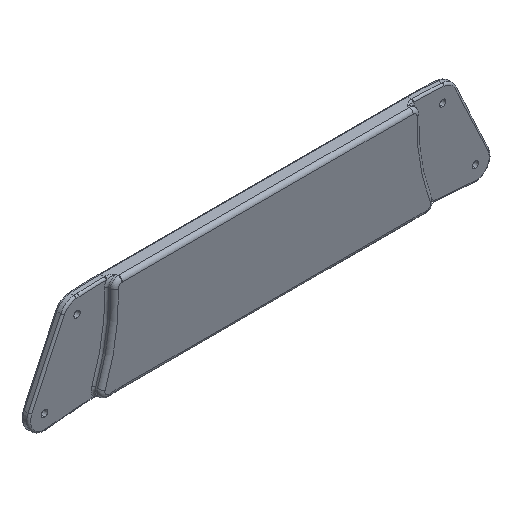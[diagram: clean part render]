
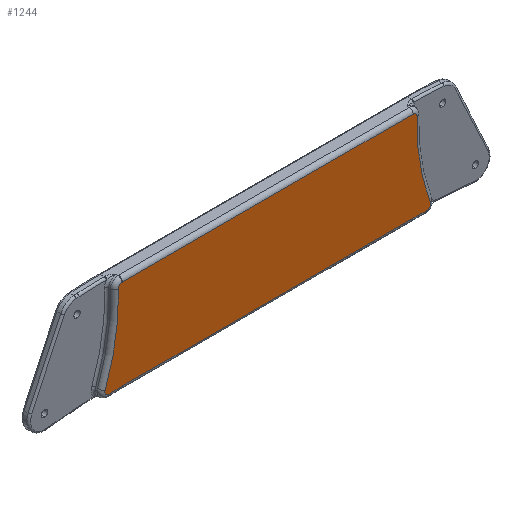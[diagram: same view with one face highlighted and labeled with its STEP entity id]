
A CAD part, isometric view. The second image highlights one B-rep face of the part: STEP entity #1244.
In plain terms, the highlighted planar face has unit normal (0, -1, 0).
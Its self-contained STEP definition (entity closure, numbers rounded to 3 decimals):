
#15 = DIRECTION ( 'NONE',  ( 0.07, 0., -0.998 ) ) ;
#73 = EDGE_CURVE ( 'NONE', #2165, #92, #399, .T. ) ;
#92 = VERTEX_POINT ( 'NONE', #1495 ) ;
#123 = DIRECTION ( 'NONE',  ( 0., -1., 0. ) ) ;
#144 = CARTESIAN_POINT ( 'NONE',  ( 53.285, 0., 37.515 ) ) ;
#164 = ORIENTED_EDGE ( 'NONE', *, *, #2932, .T. ) ;
#187 = CARTESIAN_POINT ( 'NONE',  ( -20.892, 0., 37.516 ) ) ;
#194 = DIRECTION ( 'NONE',  ( 0., 1., 0. ) ) ;
#207 = CARTESIAN_POINT ( 'NONE',  ( 1.779, 0., -1.027 ) ) ;
#252 = DIRECTION ( 'NONE',  ( 0., -1., 0. ) ) ;
#296 = CARTESIAN_POINT ( 'NONE',  ( -21.892, 0., 36.484 ) ) ;
#306 = DIRECTION ( 'NONE',  ( 0., -1., 0. ) ) ;
#332 = VERTEX_POINT ( 'NONE', #296 ) ;
#347 = ORIENTED_EDGE ( 'NONE', *, *, #2761, .T. ) ;
#350 = AXIS2_PLACEMENT_3D ( 'NONE', #207, #1516, #486 ) ;
#399 = CIRCLE ( 'NONE', #2704, 101. ) ;
#403 = CARTESIAN_POINT ( 'NONE',  ( -20.762, 0., 14.511 ) ) ;
#475 = CARTESIAN_POINT ( 'NONE',  ( -20.892, 0., 37.516 ) ) ;
#486 = DIRECTION ( 'NONE',  ( 0.07, 0., -0.998 ) ) ;
#525 = EDGE_CURVE ( 'NONE', #575, #1448, #589, .T. ) ;
#575 = VERTEX_POINT ( 'NONE', #1966 ) ;
#586 = DIRECTION ( 'NONE',  ( 0.07, 0., -0.998 ) ) ;
#589 = CIRCLE ( 'NONE', #1457, 1. ) ;
#596 = DIRECTION ( 'NONE',  ( 0.07, 0., -0.998 ) ) ;
#617 = ORIENTED_EDGE ( 'NONE', *, *, #1057, .T. ) ;
#744 = DIRECTION ( 'NONE',  ( 0., -1., 0. ) ) ;
#758 = CIRCLE ( 'NONE', #2836, 1. ) ;
#762 = DIRECTION ( 'NONE',  ( 0.07, 0., -0.998 ) ) ;
#780 = EDGE_CURVE ( 'NONE', #332, #2730, #903, .T. ) ;
#849 = CARTESIAN_POINT ( 'NONE',  ( -20.892, 0., 36.516 ) ) ;
#903 = CIRCLE ( 'NONE', #2786, 54.281 ) ;
#936 = AXIS2_PLACEMENT_3D ( 'NONE', #849, #306, #586 ) ;
#939 = EDGE_CURVE ( 'NONE', #1469, #2382, #3092, .T. ) ;
#968 = AXIS2_PLACEMENT_3D ( 'NONE', #2105, #2899, #596 ) ;
#1011 = CARTESIAN_POINT ( 'NONE',  ( 57.678, 0., 15.797 ) ) ;
#1057 = EDGE_CURVE ( 'NONE', #2329, #332, #2323, .T. ) ;
#1064 = ORIENTED_EDGE ( 'NONE', *, *, #73, .T. ) ;
#1091 = CARTESIAN_POINT ( 'NONE',  ( 56.742, 0., 15.448 ) ) ;
#1118 = CARTESIAN_POINT ( 'NONE',  ( 53.155, 0., 14.511 ) ) ;
#1130 = VECTOR ( 'NONE', #2301, 1000. ) ;
#1147 = VERTEX_POINT ( 'NONE', #403 ) ;
#1160 = CARTESIAN_POINT ( 'NONE',  ( -20.892, 0., 36.516 ) ) ;
#1217 = CARTESIAN_POINT ( 'NONE',  ( 53.154, 0., -86.489 ) ) ;
#1226 = DIRECTION ( 'NONE',  ( 0., 1., 0. ) ) ;
#1237 = CARTESIAN_POINT ( 'NONE',  ( -24.314, 0., 14.449 ) ) ;
#1244 = ADVANCED_FACE ( 'NONE', ( #2946 ), #1432, .T. ) ;
#1336 = ORIENTED_EDGE ( 'NONE', *, *, #2147, .T. ) ;
#1421 = DIRECTION ( 'NONE',  ( 0.07, 0., -0.998 ) ) ;
#1432 = PLANE ( 'NONE',  #350 ) ;
#1440 = CARTESIAN_POINT ( 'NONE',  ( -24.349, 0., 15.448 ) ) ;
#1448 = VERTEX_POINT ( 'NONE', #144 ) ;
#1457 = AXIS2_PLACEMENT_3D ( 'NONE', #2497, #123, #1938 ) ;
#1469 = VERTEX_POINT ( 'NONE', #3315 ) ;
#1495 = CARTESIAN_POINT ( 'NONE',  ( 56.706, 0., 14.448 ) ) ;
#1516 = DIRECTION ( 'NONE',  ( 0., -1., 0. ) ) ;
#1578 = DIRECTION ( 'NONE',  ( 0., 1., 0. ) ) ;
#1579 = CIRCLE ( 'NONE', #2247, 1. ) ;
#1665 = LINE ( 'NONE', #2370, #2962 ) ;
#1711 = ORIENTED_EDGE ( 'NONE', *, *, #2089, .T. ) ;
#1715 = CARTESIAN_POINT ( 'NONE',  ( -20.962, 0., 37.513 ) ) ;
#1855 = ORIENTED_EDGE ( 'NONE', *, *, #2402, .T. ) ;
#1929 = DIRECTION ( 'NONE',  ( 0.07, 0., -0.998 ) ) ;
#1938 = DIRECTION ( 'NONE',  ( 0.07, 0., -0.998 ) ) ;
#1966 = CARTESIAN_POINT ( 'NONE',  ( 54.284, 0., 36.483 ) ) ;
#2032 = DIRECTION ( 'NONE',  ( 0.07, 0., -0.998 ) ) ;
#2089 = EDGE_CURVE ( 'NONE', #92, #1469, #1579, .T. ) ;
#2105 = CARTESIAN_POINT ( 'NONE',  ( -20.763, 0., -86.489 ) ) ;
#2147 = EDGE_CURVE ( 'NONE', #2410, #1147, #2763, .T. ) ;
#2161 = EDGE_LOOP ( 'NONE', ( #3152, #3311, #1336, #164, #1064, #1711, #2315, #3260, #3155, #1855, #347, #617 ) ) ;
#2165 = VERTEX_POINT ( 'NONE', #1118 ) ;
#2247 = AXIS2_PLACEMENT_3D ( 'NONE', #2326, #252, #762 ) ;
#2266 = EDGE_CURVE ( 'NONE', #2730, #2410, #758, .T. ) ;
#2301 = DIRECTION ( 'NONE',  ( -1., 0., 0. ) ) ;
#2315 = ORIENTED_EDGE ( 'NONE', *, *, #939, .T. ) ;
#2323 = CIRCLE ( 'NONE', #2687, 1. ) ;
#2326 = CARTESIAN_POINT ( 'NONE',  ( 56.742, 0., 15.448 ) ) ;
#2329 = VERTEX_POINT ( 'NONE', #1715 ) ;
#2349 = VERTEX_POINT ( 'NONE', #187 ) ;
#2370 = CARTESIAN_POINT ( 'NONE',  ( 1.779, 0., 14.511 ) ) ;
#2382 = VERTEX_POINT ( 'NONE', #1011 ) ;
#2402 = EDGE_CURVE ( 'NONE', #1448, #2349, #2609, .T. ) ;
#2410 = VERTEX_POINT ( 'NONE', #1237 ) ;
#2497 = CARTESIAN_POINT ( 'NONE',  ( 53.285, 0., 36.515 ) ) ;
#2542 = DIRECTION ( 'NONE',  ( 0.07, 0., -0.998 ) ) ;
#2543 = CARTESIAN_POINT ( 'NONE',  ( -25.286, 0., 15.798 ) ) ;
#2609 = LINE ( 'NONE', #475, #1130 ) ;
#2687 = AXIS2_PLACEMENT_3D ( 'NONE', #1160, #2985, #1421 ) ;
#2704 = AXIS2_PLACEMENT_3D ( 'NONE', #1217, #1226, #3022 ) ;
#2710 = DIRECTION ( 'NONE',  ( 0., -1., 0. ) ) ;
#2730 = VERTEX_POINT ( 'NONE', #2543 ) ;
#2761 = EDGE_CURVE ( 'NONE', #2349, #2329, #3216, .T. ) ;
#2763 = CIRCLE ( 'NONE', #968, 101. ) ;
#2786 = AXIS2_PLACEMENT_3D ( 'NONE', #3345, #194, #2542 ) ;
#2792 = CIRCLE ( 'NONE', #3328, 54.281 ) ;
#2836 = AXIS2_PLACEMENT_3D ( 'NONE', #1440, #2710, #1929 ) ;
#2850 = DIRECTION ( 'NONE',  ( 1., 0., 0. ) ) ;
#2899 = DIRECTION ( 'NONE',  ( 0., 1., 0. ) ) ;
#2932 = EDGE_CURVE ( 'NONE', #1147, #2165, #1665, .T. ) ;
#2946 = FACE_OUTER_BOUND ( 'NONE', #2161, .T. ) ;
#2962 = VECTOR ( 'NONE', #2850, 1000. ) ;
#2985 = DIRECTION ( 'NONE',  ( 0., -1., 0. ) ) ;
#3022 = DIRECTION ( 'NONE',  ( 0.07, 0., -0.998 ) ) ;
#3061 = AXIS2_PLACEMENT_3D ( 'NONE', #1091, #744, #2032 ) ;
#3092 = CIRCLE ( 'NONE', #3061, 1. ) ;
#3152 = ORIENTED_EDGE ( 'NONE', *, *, #780, .T. ) ;
#3153 = CARTESIAN_POINT ( 'NONE',  ( 108.538, 0., 34.763 ) ) ;
#3155 = ORIENTED_EDGE ( 'NONE', *, *, #525, .T. ) ;
#3216 = CIRCLE ( 'NONE', #936, 1. ) ;
#3260 = ORIENTED_EDGE ( 'NONE', *, *, #3293, .T. ) ;
#3293 = EDGE_CURVE ( 'NONE', #2382, #575, #2792, .T. ) ;
#3311 = ORIENTED_EDGE ( 'NONE', *, *, #2266, .T. ) ;
#3315 = CARTESIAN_POINT ( 'NONE',  ( 56.811, 0., 14.45 ) ) ;
#3328 = AXIS2_PLACEMENT_3D ( 'NONE', #3153, #1578, #15 ) ;
#3345 = CARTESIAN_POINT ( 'NONE',  ( -76.145, 0., 34.765 ) ) ;
